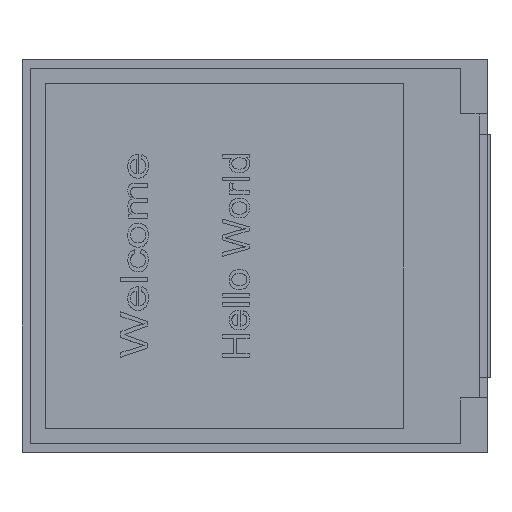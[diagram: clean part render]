
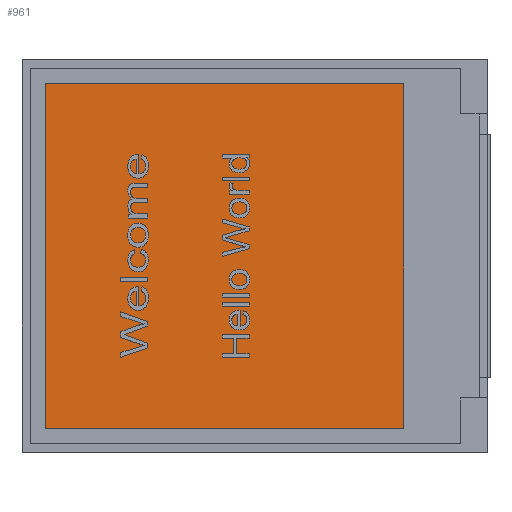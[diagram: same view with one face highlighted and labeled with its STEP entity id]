
A CAD part, top view. The second image highlights one B-rep face of the part: STEP entity #961.
In plain terms, the highlighted planar face has unit normal (0, 0, 1).
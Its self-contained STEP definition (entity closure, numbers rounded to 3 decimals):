
#961=ADVANCED_FACE('',(#1696),#1379,.T.);
#1379=PLANE('',#7774);
#1696=FACE_OUTER_BOUND('',#2100,.T.);
#2100=EDGE_LOOP('',(#2620,#2621,#2622,#2623));
#2620=ORIENTED_EDGE('',*,*,#5334,.T.);
#2621=ORIENTED_EDGE('',*,*,#5338,.T.);
#2622=ORIENTED_EDGE('',*,*,#5341,.T.);
#2623=ORIENTED_EDGE('',*,*,#5343,.T.);
#4625=VERTEX_POINT('',#9690);
#4626=VERTEX_POINT('',#9692);
#4628=VERTEX_POINT('',#9698);
#4630=VERTEX_POINT('',#9704);
#5334=EDGE_CURVE('',#4626,#4625,#6375,.T.);
#5338=EDGE_CURVE('',#4625,#4628,#6379,.T.);
#5341=EDGE_CURVE('',#4628,#4630,#6382,.T.);
#5343=EDGE_CURVE('',#4630,#4626,#6384,.T.);
#6375=LINE('',#9691,#7042);
#6379=LINE('',#9699,#7046);
#6382=LINE('',#9705,#7049);
#6384=LINE('',#9708,#7051);
#7042=VECTOR('',#8198,1.);
#7046=VECTOR('',#8204,1.);
#7049=VECTOR('',#8209,1.);
#7051=VECTOR('',#8213,1.);
#7774=AXIS2_PLACEMENT_3D('',#9710,#8216,#8217);
#8198=DIRECTION('',(0.,-1.,0.));
#8204=DIRECTION('',(1.,0.,0.));
#8209=DIRECTION('',(0.,1.,0.));
#8213=DIRECTION('',(-1.,0.,0.));
#8216=DIRECTION('',(0.,0.,1.));
#8217=DIRECTION('',(1.,0.,0.));
#9690=CARTESIAN_POINT('',(1.75,1.75,2.18));
#9691=CARTESIAN_POINT('',(1.75,27.25,2.18));
#9692=CARTESIAN_POINT('',(1.75,27.25,2.18));
#9698=CARTESIAN_POINT('',(28.25,1.75,2.18));
#9699=CARTESIAN_POINT('',(1.75,1.75,2.18));
#9704=CARTESIAN_POINT('',(28.25,27.25,2.18));
#9705=CARTESIAN_POINT('',(28.25,1.75,2.18));
#9708=CARTESIAN_POINT('',(28.25,27.25,2.18));
#9710=CARTESIAN_POINT('',(0.,0.,2.18));
